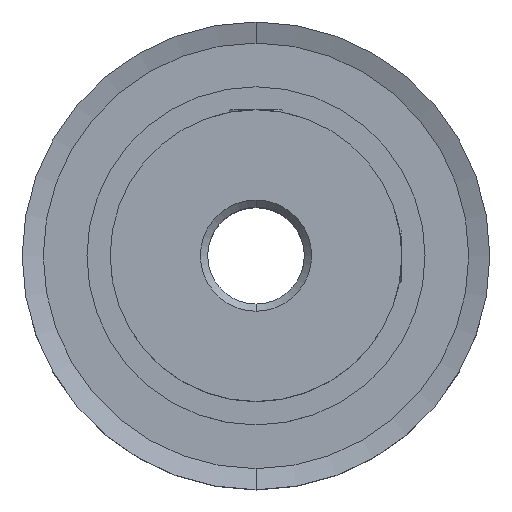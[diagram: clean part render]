
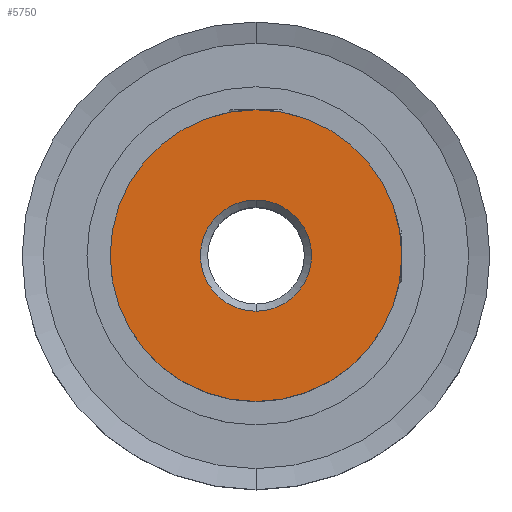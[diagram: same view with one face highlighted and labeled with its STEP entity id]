
A CAD part, top view. The second image highlights one B-rep face of the part: STEP entity #5750.
In plain terms, the highlighted planar face has unit normal (0, 0, 1).
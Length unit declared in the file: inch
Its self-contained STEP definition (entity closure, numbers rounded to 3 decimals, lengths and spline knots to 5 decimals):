
#115=CARTESIAN_POINT('',(0.,0.,0.3125));
#116=DIRECTION('',(0.,0.,1.));
#117=DIRECTION('',(0.,1.,0.));
#118=AXIS2_PLACEMENT_3D('',#115,#116,#117);
#120=CARTESIAN_POINT('',(0.,0.,0.3125));
#121=DIRECTION('',(0.,0.,-1.));
#122=DIRECTION('',(0.,1.,0.));
#123=AXIS2_PLACEMENT_3D('',#120,#121,#122);
#130=CARTESIAN_POINT('',(0.,0.,0.3125));
#131=DIRECTION('',(0.,0.,-1.));
#132=DIRECTION('',(0.,1.,0.));
#133=AXIS2_PLACEMENT_3D('',#130,#131,#132);
#4266=CARTESIAN_POINT('',(0.,0.,0.3125));
#4267=DIRECTION('',(0.,0.,1.));
#4268=DIRECTION('',(0.,1.,0.));
#4269=AXIS2_PLACEMENT_3D('',#4266,#4267,#4268);
#4581=CARTESIAN_POINT('',(0.,0.377,0.3125));
#4582=CARTESIAN_POINT('',(0.,-0.377,0.3125));
#4583=VERTEX_POINT('',#4581);
#4584=VERTEX_POINT('',#4582);
#5001=CARTESIAN_POINT('',(0.,0.14375,0.3125));
#5002=CARTESIAN_POINT('',(0.,-0.14375,0.3125));
#5003=VERTEX_POINT('',#5001);
#5004=VERTEX_POINT('',#5002);
#5733=CARTESIAN_POINT('',(0.,0.,0.3125));
#5734=DIRECTION('',(0.,0.,-1.));
#5735=DIRECTION('',(0.,-1.,0.));
#5736=AXIS2_PLACEMENT_3D('',#5733,#5734,#5735);
#5737=PLANE('',#5736);
#5739=ORIENTED_EDGE('',*,*,#5738,.F.);
#5741=ORIENTED_EDGE('',*,*,#5740,.T.);
#5742=EDGE_LOOP('',(#5739,#5741));
#5743=FACE_OUTER_BOUND('',#5742,.F.);
#5745=ORIENTED_EDGE('',*,*,#5744,.F.);
#5747=ORIENTED_EDGE('',*,*,#5746,.T.);
#5748=EDGE_LOOP('',(#5745,#5747));
#5749=FACE_BOUND('',#5748,.F.);
#119=CIRCLE('',#118,0.377);
#124=CIRCLE('',#123,0.377);
#134=CIRCLE('',#133,0.14375);
#4270=CIRCLE('',#4269,0.14375);
#5738=EDGE_CURVE('',#4583,#4584,#119,.T.);
#5740=EDGE_CURVE('',#4583,#4584,#124,.T.);
#5744=EDGE_CURVE('',#5003,#5004,#134,.T.);
#5746=EDGE_CURVE('',#5003,#5004,#4270,.T.);
#5750=ADVANCED_FACE('',(#5743,#5749),#5737,.F.);
